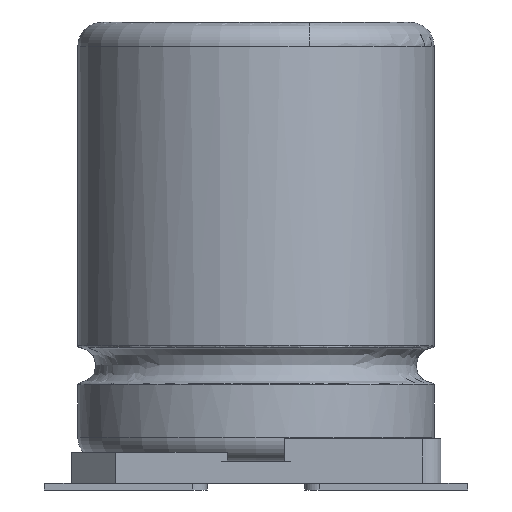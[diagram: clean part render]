
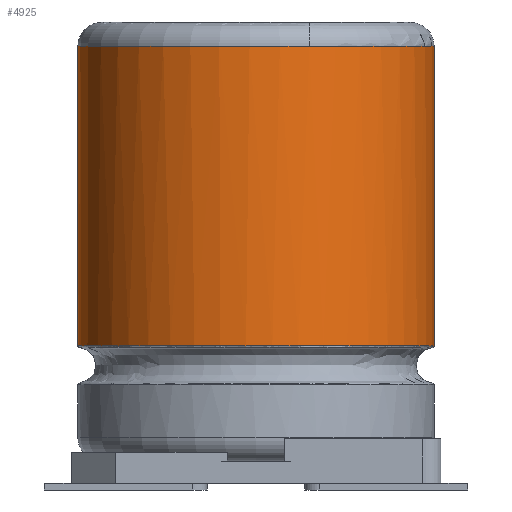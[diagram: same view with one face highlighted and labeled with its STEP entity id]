
A CAD part, front view. The second image highlights one B-rep face of the part: STEP entity #4925.
In plain terms, the highlighted cylindrical face has radius 4 mm (diameter 8 mm), a partial arc.
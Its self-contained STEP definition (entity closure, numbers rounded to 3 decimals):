
#263 = CARTESIAN_POINT ( 'NONE',  ( 3.241, -2.828, 3.238 ) ) ;
#370 = CARTESIAN_POINT ( 'NONE',  ( 4., 0., 3.238 ) ) ;
#867 = CARTESIAN_POINT ( 'NONE',  ( -0.543, -4.404, 3.238 ) ) ;
#877 = VERTEX_POINT ( 'NONE', #2789 ) ;
#1087 = CARTESIAN_POINT ( 'NONE',  ( -4., 0., 3.238 ) ) ;
#1101 = DIRECTION ( 'NONE',  ( 0., 0., 1. ) ) ;
#1117 = ORIENTED_EDGE ( 'NONE', *, *, #2263, .T. ) ;
#1302 = DIRECTION ( 'NONE',  ( -1., 0., 0. ) ) ;
#1320 = CARTESIAN_POINT ( 'NONE',  ( -1.589, -4.12, 3.238 ) ) ;
#1385 = DIRECTION ( 'NONE',  ( 0., 0., 1. ) ) ;
#1446 = EDGE_CURVE ( 'NONE', #2151, #4987, #3440, .T. ) ;
#1611 = CARTESIAN_POINT ( 'NONE',  ( 0., 0., 3.2 ) ) ;
#1722 = DIRECTION ( 'NONE',  ( 0., 0., -1. ) ) ;
#1739 = CIRCLE ( 'NONE', #2406, 4. ) ;
#1849 = CARTESIAN_POINT ( 'NONE',  ( 2.504, -3.577, 3.238 ) ) ;
#1862 = CARTESIAN_POINT ( 'NONE',  ( 0., 0., 9.967 ) ) ;
#1940 = EDGE_CURVE ( 'NONE', #2151, #3324, #6132, .T. ) ;
#2151 = VERTEX_POINT ( 'NONE', #3862 ) ;
#2240 = DIRECTION ( 'NONE',  ( -1., 0., 0. ) ) ;
#2263 = EDGE_CURVE ( 'NONE', #4987, #4284, #1739, .T. ) ;
#2273 = DIRECTION ( 'NONE',  ( -1., 0., 0. ) ) ;
#2308 = DIRECTION ( 'NONE',  ( 0., 0., -1. ) ) ;
#2311 = EDGE_CURVE ( 'NONE', #3324, #877, #5867, .T. ) ;
#2342 = CARTESIAN_POINT ( 'NONE',  ( -4., 0., 3.2 ) ) ;
#2406 = AXIS2_PLACEMENT_3D ( 'NONE', #6034, #2308, #2273 ) ;
#2485 = ORIENTED_EDGE ( 'NONE', *, *, #1446, .T. ) ;
#2789 = CARTESIAN_POINT ( 'NONE',  ( -4., 0., 9.967 ) ) ;
#2926 = VECTOR ( 'NONE', #1385, 1000. ) ;
#2959 = AXIS2_PLACEMENT_3D ( 'NONE', #1611, #5510, #2240 ) ;
#2997 = CARTESIAN_POINT ( 'NONE',  ( -4., 0., 3.238 ) ) ;
#3261 = EDGE_LOOP ( 'NONE', ( #6801, #2485, #1117, #3503, #4585 ) ) ;
#3324 = VERTEX_POINT ( 'NONE', #1087 ) ;
#3440 = LINE ( 'NONE', #6158, #2926 ) ;
#3442 = CARTESIAN_POINT ( 'NONE',  ( -2.515, -3.575, 3.238 ) ) ;
#3503 = ORIENTED_EDGE ( 'NONE', *, *, #5807, .T. ) ;
#3862 = CARTESIAN_POINT ( 'NONE',  ( 4., 0., 3.238 ) ) ;
#3965 = CARTESIAN_POINT ( 'NONE',  ( 0.541, -4.403, 3.238 ) ) ;
#4000 = CARTESIAN_POINT ( 'NONE',  ( -4., -0.953, 3.238 ) ) ;
#4221 = CIRCLE ( 'NONE', #4559, 4. ) ;
#4259 = FACE_OUTER_BOUND ( 'NONE', #3261, .T. ) ;
#4284 = VERTEX_POINT ( 'NONE', #4651 ) ;
#4415 = VECTOR ( 'NONE', #1101, 1000. ) ;
#4559 = AXIS2_PLACEMENT_3D ( 'NONE', #1862, #1722, #1302 ) ;
#4585 = ORIENTED_EDGE ( 'NONE', *, *, #2311, .F. ) ;
#4651 = CARTESIAN_POINT ( 'NONE',  ( 1.2, -3.816, 9.967 ) ) ;
#4925 = ADVANCED_FACE ( 'NONE', ( #4259 ), #6376, .T. ) ;
#4987 = VERTEX_POINT ( 'NONE', #5151 ) ;
#5046 = CARTESIAN_POINT ( 'NONE',  ( -3.754, -1.916, 3.238 ) ) ;
#5151 = CARTESIAN_POINT ( 'NONE',  ( 4., 0., 9.967 ) ) ;
#5510 = DIRECTION ( 'NONE',  ( 0., 0., 1. ) ) ;
#5568 = CARTESIAN_POINT ( 'NONE',  ( -3.254, -2.816, 3.238 ) ) ;
#5603 = CARTESIAN_POINT ( 'NONE',  ( 4., -0.967, 3.238 ) ) ;
#5807 = EDGE_CURVE ( 'NONE', #4284, #877, #4221, .T. ) ;
#5867 = LINE ( 'NONE', #2342, #4415 ) ;
#6034 = CARTESIAN_POINT ( 'NONE',  ( 0., 0., 9.967 ) ) ;
#6123 = CARTESIAN_POINT ( 'NONE',  ( 3.747, -1.933, 3.238 ) ) ;
#6132 = B_SPLINE_CURVE_WITH_KNOTS ( 'NONE', 13,
 ( #370, #5603, #6123, #263, #1849, #6631, #3965, #867, #1320, #3442, #5568, #5046, #4000, #2997 ),
 .UNSPECIFIED., .F., .F.,
 ( 14, 14 ),
 ( 0.5, 1. ),
 .UNSPECIFIED. ) ;
#6158 = CARTESIAN_POINT ( 'NONE',  ( 4., 0., 3.2 ) ) ;
#6376 = CYLINDRICAL_SURFACE ( 'NONE', #2959, 4. ) ;
#6631 = CARTESIAN_POINT ( 'NONE',  ( 1.583, -4.119, 3.238 ) ) ;
#6801 = ORIENTED_EDGE ( 'NONE', *, *, #1940, .F. ) ;
